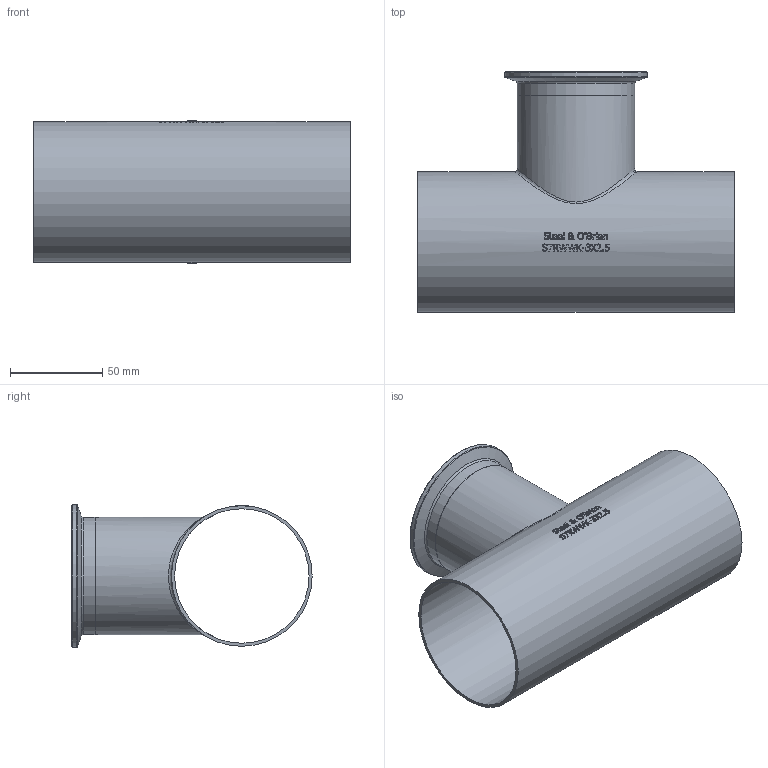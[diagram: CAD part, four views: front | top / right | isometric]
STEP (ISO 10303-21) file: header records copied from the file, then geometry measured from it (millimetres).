
FILE_DESCRIPTION(/* description */ (''),/* implementation_level */ '2;1');
FILE_NAME(/* name */ 'S7RWWK-3X2.5.stp',/* time_stamp */ '2018-11-29T09:44:04-05:00',/* author */ ('ken'),/* organization */ (''),/* preprocessor_version */ 'ST-DEVELOPER v15.2',/* originating_system */ 'Autodesk Inventor 2014',/* authorisation */ '');
FILE_SCHEMA (('AUTOMOTIVE_DESIGN { 1 0 10303 214 3 1 1 }'));
Length unit declared in the file: inch
Products named in the file (1): S7RWWK-3X2.5
Bounding box: 171.45 x 130.18 x 77.39 mm (x, y, z)
Volume: 86240 mm3; surface area: 102004.9 mm2
Topology: 1 solids, 1 shells, 427 faces, 1150 edges, 763 vertices
Faces by surface type: plane 187, bspline 186, cylinder 42, torus 9, cone 3
Full cylindrical faces by diameter (mm): 60.198 x2, 63.5 x2, 72.898 x1, 76.2 x1, 77.394 x1
Entity records: 16874 total; most frequent: CARTESIAN_POINT 7226, ORIENTED_EDGE 2252, DIRECTION 1460, EDGE_CURVE 1126, VERTEX_POINT 759, LINE 530, VECTOR 530, EDGE_LOOP 489
